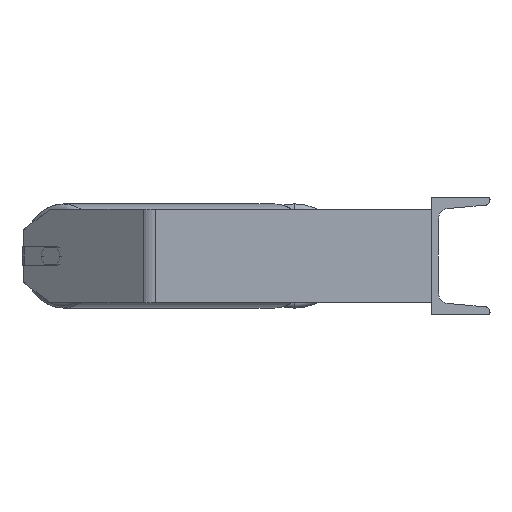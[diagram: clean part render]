
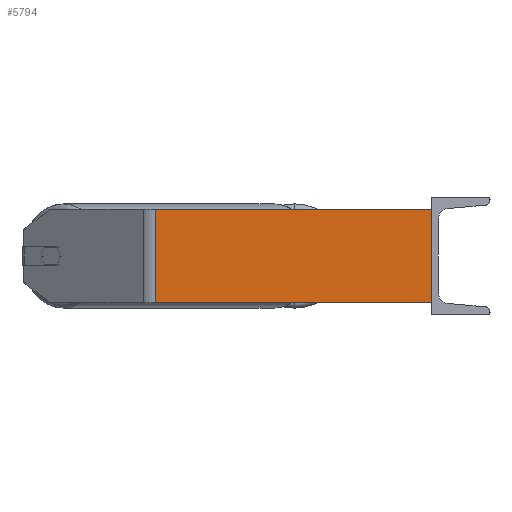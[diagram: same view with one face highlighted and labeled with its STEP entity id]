
A CAD part, left-side view. The second image highlights one B-rep face of the part: STEP entity #5794.
In plain terms, the highlighted planar face has unit normal (-1, 0, 0).
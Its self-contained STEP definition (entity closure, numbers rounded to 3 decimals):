
#297 = VECTOR ( 'NONE', #7033, 1000. ) ;
#542 = AXIS2_PLACEMENT_3D ( 'NONE', #2163, #3393, #4945 ) ;
#610 = FACE_OUTER_BOUND ( 'NONE', #4074, .T. ) ;
#785 = CARTESIAN_POINT ( 'NONE',  ( -485., 0., 40. ) ) ;
#884 = VERTEX_POINT ( 'NONE', #6494 ) ;
#1087 = DIRECTION ( 'NONE',  ( 0., -1., 0. ) ) ;
#1118 = DIRECTION ( 'NONE',  ( 0., 0., -1. ) ) ;
#1259 = EDGE_CURVE ( 'NONE', #4353, #884, #2809, .T. ) ;
#1461 = LINE ( 'NONE', #4270, #297 ) ;
#1793 = CARTESIAN_POINT ( 'NONE',  ( -485., 241.592, 40. ) ) ;
#2163 = CARTESIAN_POINT ( 'NONE',  ( -485., 241.592, 40. ) ) ;
#2283 = CARTESIAN_POINT ( 'NONE',  ( -485., 235.768, 40. ) ) ;
#2458 = EDGE_CURVE ( 'NONE', #6187, #7602, #4602, .T. ) ;
#2557 = LINE ( 'NONE', #1793, #7514 ) ;
#2772 = VECTOR ( 'NONE', #8393, 1000. ) ;
#2777 = ORIENTED_EDGE ( 'NONE', *, *, #3272, .F. ) ;
#2809 = LINE ( 'NONE', #785, #2772 ) ;
#3239 = ORIENTED_EDGE ( 'NONE', *, *, #8857, .T. ) ;
#3272 = EDGE_CURVE ( 'NONE', #6187, #4353, #2557, .T. ) ;
#3393 = DIRECTION ( 'NONE',  ( 1., 0., 0. ) ) ;
#3504 = CARTESIAN_POINT ( 'NONE',  ( -485., 235.768, -40. ) ) ;
#4074 = EDGE_LOOP ( 'NONE', ( #3239, #4398, #2777, #8634 ) ) ;
#4270 = CARTESIAN_POINT ( 'NONE',  ( -485., 241.592, -40. ) ) ;
#4353 = VERTEX_POINT ( 'NONE', #7390 ) ;
#4398 = ORIENTED_EDGE ( 'NONE', *, *, #1259, .F. ) ;
#4598 = VECTOR ( 'NONE', #1118, 1000. ) ;
#4602 = LINE ( 'NONE', #5365, #4598 ) ;
#4945 = DIRECTION ( 'NONE',  ( 0., 1., 0. ) ) ;
#5365 = CARTESIAN_POINT ( 'NONE',  ( -485., 235.768, 40. ) ) ;
#5794 = ADVANCED_FACE ( 'NONE', ( #610 ), #7030, .F. ) ;
#6187 = VERTEX_POINT ( 'NONE', #2283 ) ;
#6494 = CARTESIAN_POINT ( 'NONE',  ( -485., 0., -40. ) ) ;
#7030 = PLANE ( 'NONE',  #542 ) ;
#7033 = DIRECTION ( 'NONE',  ( 0., -1., 0. ) ) ;
#7390 = CARTESIAN_POINT ( 'NONE',  ( -485., 0., 40. ) ) ;
#7514 = VECTOR ( 'NONE', #1087, 1000. ) ;
#7602 = VERTEX_POINT ( 'NONE', #3504 ) ;
#8393 = DIRECTION ( 'NONE',  ( 0., 0., -1. ) ) ;
#8634 = ORIENTED_EDGE ( 'NONE', *, *, #2458, .T. ) ;
#8857 = EDGE_CURVE ( 'NONE', #7602, #884, #1461, .T. ) ;
